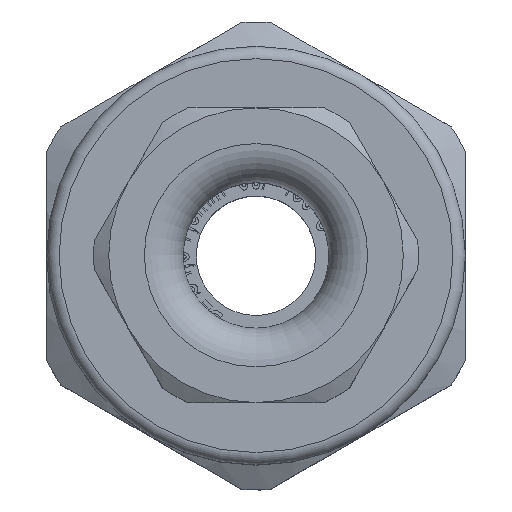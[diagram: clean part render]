
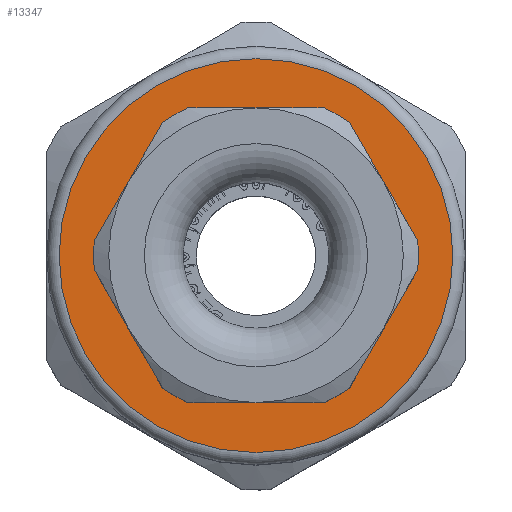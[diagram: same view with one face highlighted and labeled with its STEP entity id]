
A CAD part, top view. The second image highlights one B-rep face of the part: STEP entity #13347.
In plain terms, the highlighted planar face has unit normal (0, 0, 1).
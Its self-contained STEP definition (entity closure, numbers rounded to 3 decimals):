
#13320=CARTESIAN_POINT('',(0.,0.,33.));
#13321=DIRECTION('',(0.,0.,1.));
#13322=DIRECTION('',(1.,0.,0.));
#13323=AXIS2_PLACEMENT_3D('',#13320,#13321,#13322);
#13324=PLANE('',#13323);
#13325=CARTESIAN_POINT('',(8.5,-0.,33.));
#13326=VERTEX_POINT('',#13325);
#13327=CARTESIAN_POINT('',(0.,0.,33.));
#13328=DIRECTION('',(-0.,-0.,-1.));
#13329=DIRECTION('',(1.,0.,-0.));
#13330=AXIS2_PLACEMENT_3D('',#13327,#13328,#13329);
#13331=CIRCLE('',#13330,8.5);
#13332=EDGE_CURVE('',#13326,#13326,#13331,.T.);
#13333=ORIENTED_EDGE('',*,*,#13332,.T.);
#13334=EDGE_LOOP('',(#13333));
#13335=FACE_BOUND('',#13334,.T.);
#13336=CARTESIAN_POINT('',(12.7,-0.,33.));
#13337=VERTEX_POINT('',#13336);
#13338=CARTESIAN_POINT('',(0.,0.,33.));
#13339=DIRECTION('',(0.,0.,1.));
#13340=DIRECTION('',(1.,0.,-0.));
#13341=AXIS2_PLACEMENT_3D('',#13338,#13339,#13340);
#13342=CIRCLE('',#13341,12.7);
#13343=EDGE_CURVE('',#13337,#13337,#13342,.T.);
#13344=ORIENTED_EDGE('',*,*,#13343,.T.);
#13345=EDGE_LOOP('',(#13344));
#13346=FACE_BOUND('',#13345,.T.);
#13347=ADVANCED_FACE('',(#13335,#13346),#13324,.T.);
